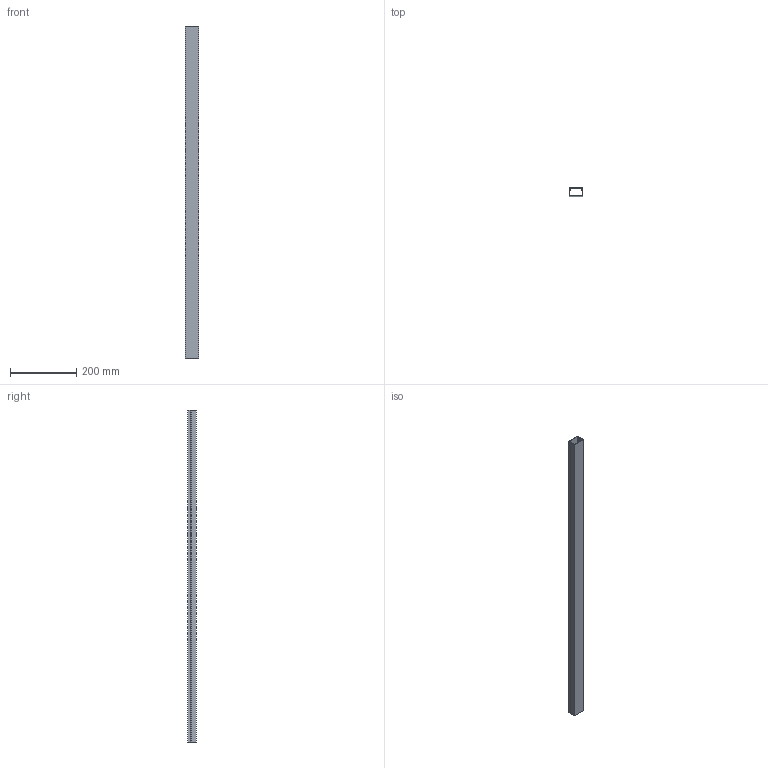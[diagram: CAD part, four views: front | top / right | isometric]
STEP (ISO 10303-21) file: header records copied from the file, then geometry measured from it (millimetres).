
FILE_DESCRIPTION (( 'STEP AP214' ), '1' );
FILE_NAME ('6026488.STEP', '2025-02-18T14:21:09', ( '' ), ( '' ), 'SwSTEP 2.0', 'SolidWorks 2024', '' );
FILE_SCHEMA (( 'AUTOMOTIVE_DESIGN' ));
Length unit declared in the file: millimetre
Products named in the file (3): WDK 01.003-008; WDK 01.002-015; 6026488
Assembly tree (2 placements, depth 2):
  6026488
    WDK 01.002-015
    WDK 01.003-008
Bounding box: 40 x 25.7 x 1000 mm (x, y, z)
Volume: 200089.4 mm3; surface area: 291971.4 mm2
Topology: 2 solids, 2 shells, 46 faces, 126 edges, 84 vertices
Faces by surface type: plane 36, cylinder 10
Entity records: 1538 total; most frequent: CARTESIAN_POINT 261, ORIENTED_EDGE 252, DIRECTION 248, EDGE_CURVE 126, LINE 106, VECTOR 106, VERTEX_POINT 84, AXIS2_PLACEMENT_3D 71
